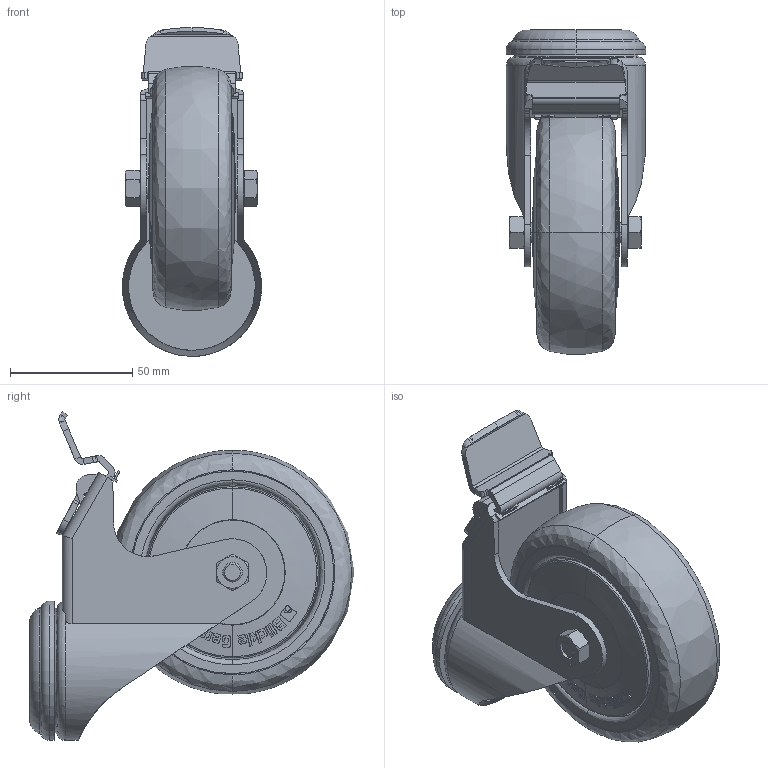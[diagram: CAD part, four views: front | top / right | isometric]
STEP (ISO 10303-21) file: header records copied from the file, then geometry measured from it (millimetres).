
FILE_DESCRIPTION (( 'STEP AP203' ), '1' );
FILE_NAME ('151134.step', '2021-06-03T16:21:33', ( '' ), ( '' ), 'SwSTEP 2.0', 'SolidWorks 2021', '' );
FILE_SCHEMA (( 'CONFIG_CONTROL_DESIGN' ));
Products named in the file (1): 151134
Bounding box: 57 x 132.86 x 134.57 mm (x, y, z)
Volume: 277959.9 mm3; surface area: 89296 mm2
Topology: 6 solids, 6 shells, 1555 faces, 4261 edges, 2798 vertices
Faces by surface type: plane 737, bspline 532, cone 161, cylinder 113, torus 12
Entity records: 74258 total; most frequent: CARTESIAN_POINT 39783, ORIENTED_EDGE 8508, DIRECTION 4885, EDGE_CURVE 4254, VERTEX_POINT 2798, LINE 1863, VECTOR 1863, B_SPLINE_CURVE_WITH_KNOTS 1855
